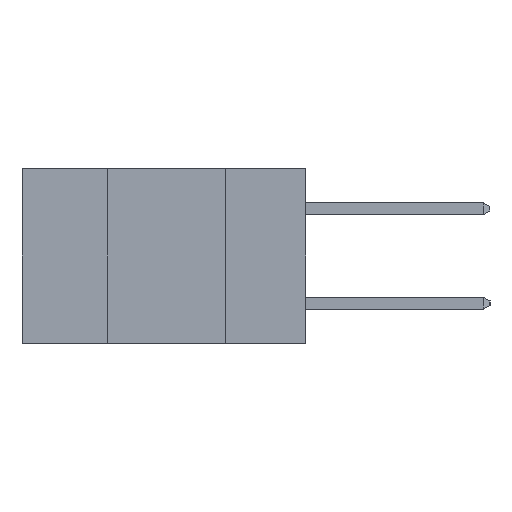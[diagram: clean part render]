
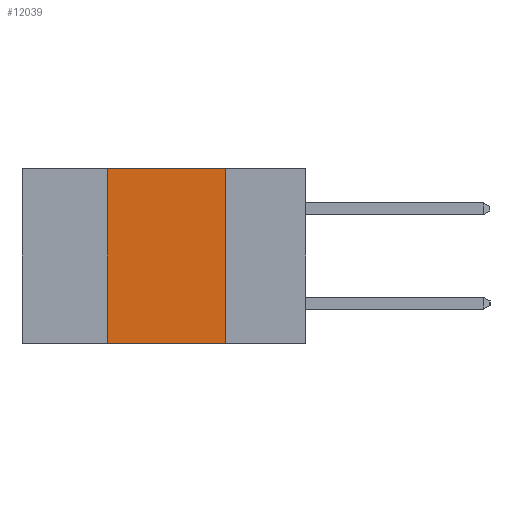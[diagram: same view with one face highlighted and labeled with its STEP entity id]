
A CAD part, left-side view. The second image highlights one B-rep face of the part: STEP entity #12039.
In plain terms, the highlighted planar face has unit normal (-1, 0, 0).
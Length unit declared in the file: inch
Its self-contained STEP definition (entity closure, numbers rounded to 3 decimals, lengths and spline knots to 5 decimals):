
#221 = VERTEX_POINT ( 'NONE', #9954 ) ;
#385 = CARTESIAN_POINT ( 'NONE',  ( 0., 0.42, 0. ) ) ;
#1277 = VERTEX_POINT ( 'NONE', #3732 ) ;
#1304 = VECTOR ( 'NONE', #11843, 39.37008 ) ;
#1399 = EDGE_CURVE ( 'NONE', #10874, #221, #8846, .T. ) ;
#1800 = DIRECTION ( 'NONE',  ( 0., 0., -1. ) ) ;
#1946 = VECTOR ( 'NONE', #12020, 39.37008 ) ;
#2220 = CARTESIAN_POINT ( 'NONE',  ( 0., 0.42, -0.37 ) ) ;
#2559 = LINE ( 'NONE', #2790, #7849 ) ;
#2790 = CARTESIAN_POINT ( 'NONE',  ( 0., 0.6, 0. ) ) ;
#2916 = CARTESIAN_POINT ( 'NONE',  ( 0., 0.6, -0.37 ) ) ;
#3320 = VECTOR ( 'NONE', #12297, 39.37008 ) ;
#3644 = EDGE_CURVE ( 'NONE', #1277, #221, #10185, .T. ) ;
#3732 = CARTESIAN_POINT ( 'NONE',  ( 0., 0.17, 0. ) ) ;
#3869 = DIRECTION ( 'NONE',  ( 0., -1., 0. ) ) ;
#4216 = EDGE_CURVE ( 'NONE', #10874, #10531, #6879, .T. ) ;
#4234 = ORIENTED_EDGE ( 'NONE', *, *, #3644, .F. ) ;
#4543 = ORIENTED_EDGE ( 'NONE', *, *, #12004, .F. ) ;
#4586 = ORIENTED_EDGE ( 'NONE', *, *, #4216, .F. ) ;
#4595 = ORIENTED_EDGE ( 'NONE', *, *, #1399, .T. ) ;
#5561 = AXIS2_PLACEMENT_3D ( 'NONE', #11007, #8088, #1800 ) ;
#6879 = LINE ( 'NONE', #11699, #1304 ) ;
#7849 = VECTOR ( 'NONE', #3869, 39.37008 ) ;
#8088 = DIRECTION ( 'NONE',  ( 1., 0., 0. ) ) ;
#8846 = LINE ( 'NONE', #2916, #3320 ) ;
#9954 = CARTESIAN_POINT ( 'NONE',  ( 0., 0.17, -0.37 ) ) ;
#10185 = LINE ( 'NONE', #12341, #1946 ) ;
#10489 = FACE_OUTER_BOUND ( 'NONE', #11358, .T. ) ;
#10531 = VERTEX_POINT ( 'NONE', #385 ) ;
#10874 = VERTEX_POINT ( 'NONE', #2220 ) ;
#11007 = CARTESIAN_POINT ( 'NONE',  ( 0., 0.6, 0. ) ) ;
#11358 = EDGE_LOOP ( 'NONE', ( #4234, #4543, #4586, #4595 ) ) ;
#11699 = CARTESIAN_POINT ( 'NONE',  ( 0., 0.42, -0.37 ) ) ;
#11843 = DIRECTION ( 'NONE',  ( 0., 0., 1. ) ) ;
#12004 = EDGE_CURVE ( 'NONE', #10531, #1277, #2559, .T. ) ;
#12020 = DIRECTION ( 'NONE',  ( 0., 0., -1. ) ) ;
#12039 = ADVANCED_FACE ( 'NONE', ( #10489 ), #13025, .F. ) ;
#12297 = DIRECTION ( 'NONE',  ( 0., -1., 0. ) ) ;
#12341 = CARTESIAN_POINT ( 'NONE',  ( 0., 0.17, -0.37 ) ) ;
#13025 = PLANE ( 'NONE',  #5561 ) ;
